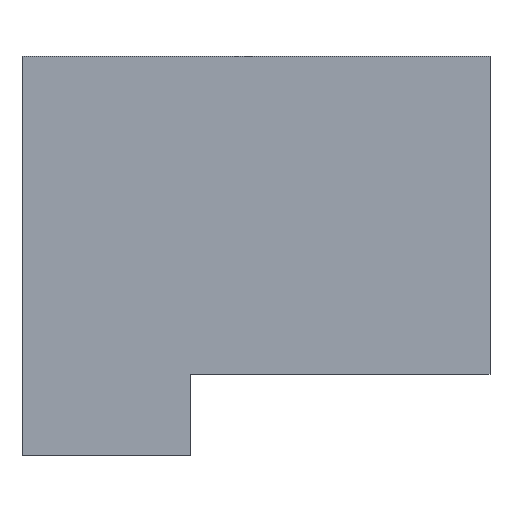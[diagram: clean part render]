
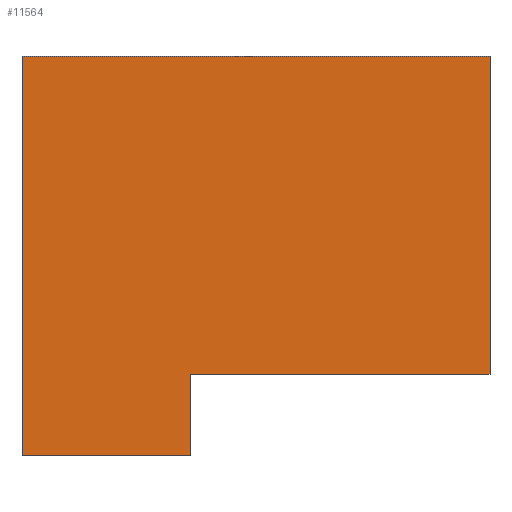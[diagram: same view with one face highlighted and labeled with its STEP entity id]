
A CAD part, front view. The second image highlights one B-rep face of the part: STEP entity #11564.
In plain terms, the highlighted planar face has unit normal (0, -1, 0).
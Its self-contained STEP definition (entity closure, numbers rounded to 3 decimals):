
#580=FACE_OUTER_BOUND('',#1194,.T.);
#1194=EDGE_LOOP('',(#8248,#8249,#8250,#8251,#8252,#8253));
#1737=LINE('',#16327,#3159);
#1741=LINE('',#16336,#3163);
#1743=LINE('',#16340,#3165);
#1751=LINE('',#16357,#3173);
#1752=LINE('',#16361,#3174);
#2171=LINE('',#17399,#3593);
#3159=VECTOR('',#13041,10.);
#3163=VECTOR('',#13047,10.);
#3165=VECTOR('',#13051,10.);
#3173=VECTOR('',#13063,10.);
#3174=VECTOR('',#13068,10.);
#3593=VECTOR('',#13839,10.);
#4597=VERTEX_POINT('',#16324);
#4598=VERTEX_POINT('',#16326);
#4601=VERTEX_POINT('',#16333);
#4602=VERTEX_POINT('',#16335);
#4603=VERTEX_POINT('',#16339);
#4610=VERTEX_POINT('',#16355);
#5768=EDGE_CURVE('',#4597,#4598,#1737,.T.);
#5772=EDGE_CURVE('',#4602,#4601,#1741,.T.);
#5774=EDGE_CURVE('',#4603,#4601,#1743,.T.);
#5783=EDGE_CURVE('',#4603,#4610,#1751,.T.);
#5785=EDGE_CURVE('',#4598,#4610,#1752,.T.);
#6298=EDGE_CURVE('',#4602,#4597,#2171,.T.);
#8248=ORIENTED_EDGE('',*,*,#5774,.F.);
#8249=ORIENTED_EDGE('',*,*,#5783,.T.);
#8250=ORIENTED_EDGE('',*,*,#5785,.F.);
#8251=ORIENTED_EDGE('',*,*,#5768,.F.);
#8252=ORIENTED_EDGE('',*,*,#6298,.F.);
#8253=ORIENTED_EDGE('',*,*,#5772,.T.);
#11026=PLANE('',#12295);
#11564=ADVANCED_FACE('',(#580),#11026,.T.);
#12295=AXIS2_PLACEMENT_3D('',#17398,#13837,#13838);
#13041=DIRECTION('',(-1.,0.,0.));
#13047=DIRECTION('',(-1.,0.,0.));
#13051=DIRECTION('',(0.,0.,1.));
#13063=DIRECTION('',(1.,0.,0.));
#13068=DIRECTION('',(0.,0.,-1.));
#13837=DIRECTION('center_axis',(0.,-1.,0.));
#13838=DIRECTION('ref_axis',(0.,0.,1.));
#13839=DIRECTION('',(0.,0.,-1.));
#16324=CARTESIAN_POINT('',(0.,0.,-170.));
#16326=CARTESIAN_POINT('',(-160.,0.,-170.));
#16327=CARTESIAN_POINT('',(0.,0.,-170.));
#16333=CARTESIAN_POINT('',(-250.,0.,0.));
#16335=CARTESIAN_POINT('',(0.,0.,0.));
#16336=CARTESIAN_POINT('',(0.,0.,0.));
#16339=CARTESIAN_POINT('',(-250.,0.,-213.623));
#16340=CARTESIAN_POINT('',(-250.,0.,-213.623));
#16355=CARTESIAN_POINT('',(-160.,0.,-213.623));
#16357=CARTESIAN_POINT('',(-250.,0.,-213.623));
#16361=CARTESIAN_POINT('',(-160.,0.,-213.623));
#17398=CARTESIAN_POINT('Origin',(0.,0.,-170.));
#17399=CARTESIAN_POINT('',(0.,0.,0.));
